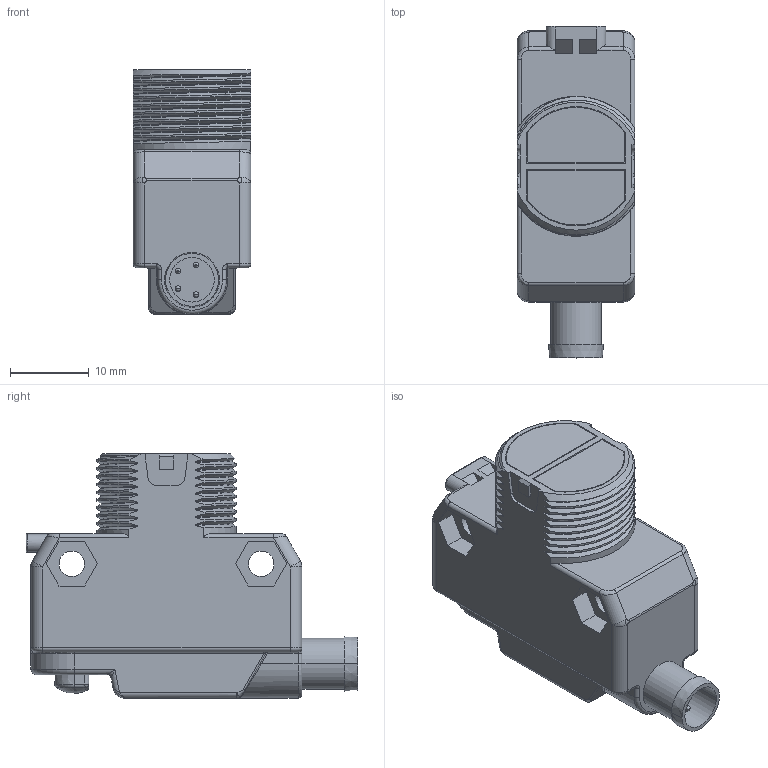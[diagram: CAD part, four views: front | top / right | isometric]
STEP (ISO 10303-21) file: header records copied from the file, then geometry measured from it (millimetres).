
FILE_DESCRIPTION((''),'2;1');
FILE_NAME('139439_SW','2008-05-05T',('banengservice'),('BANNER ENGINEERING'),'PRO/ENGINEER BY PARAMETRIC TECHNOLOGY CORPORATION, 2006170','PRO/ENGINEER BY PARAMETRIC TECHNOLOGY CORPORATION, 2006170','');
FILE_SCHEMA(('CONFIG_CONTROL_DESIGN'));
Length unit declared in the file: inch
Products named in the file (1): 139439_SW
Bounding box: 15 x 42.22 x 31.1 mm (x, y, z)
Volume: 11261.7 mm3; surface area: 4496.4 mm2
Topology: 1 solids, 1 shells, 370 faces, 917 edges, 565 vertices
Faces by surface type: cylinder 119, plane 107, bspline 107, torus 18, sphere 13, cone 6
Entity records: 17176 total; most frequent: CARTESIAN_POINT 9067, ORIENTED_EDGE 1828, DIRECTION 1421, EDGE_CURVE 914, VERTEX_POINT 565, AXIS2_PLACEMENT_3D 494, VECTOR 433, LINE 433
